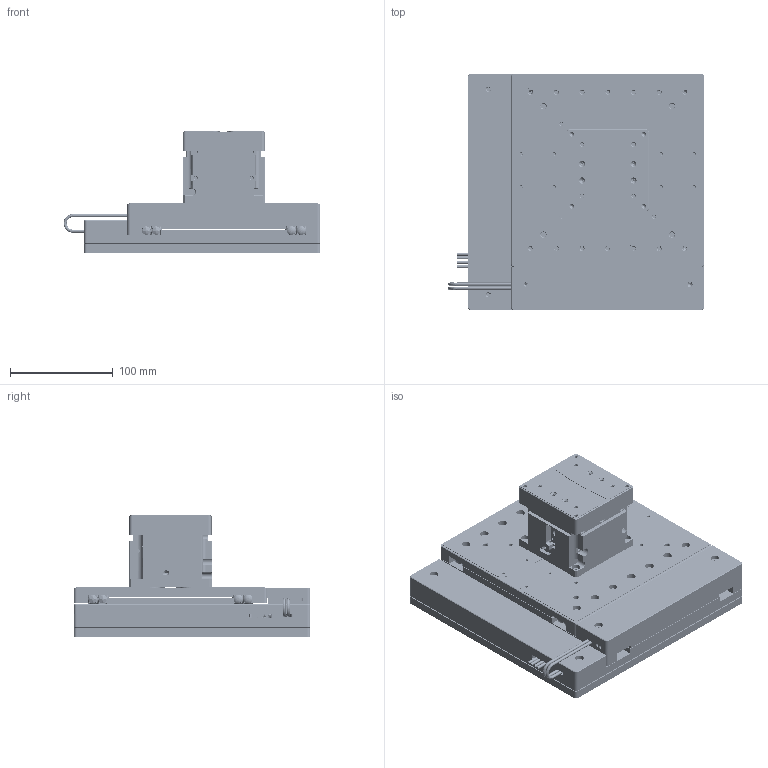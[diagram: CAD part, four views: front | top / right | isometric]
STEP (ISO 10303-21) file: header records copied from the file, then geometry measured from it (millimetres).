
FILE_DESCRIPTION (( 'STEP AP203' ), '1' );
FILE_NAME ('527101.STEP', '2022-12-27T02:06:05', ( '' ), ( '' ), 'SwSTEP 2.0', 'SolidWorks 2020', '' );
FILE_SCHEMA (( 'CONFIG_CONTROL_DESIGN' ));
Products named in the file (1): 527101
Bounding box: 249.69 x 230 x 118 mm (x, y, z)
Surface area: 669598.6 mm2 (no closed solid volume)
Topology: 0 solids, 32 shells, 3851 faces, 10520 edges, 6886 vertices
Faces by surface type: plane 2288, cylinder 920, cone 613, bspline 22, torus 8
Full cylindrical faces by diameter (mm): 1.6 x13, 2.5 x61, 3 x118, 3.05 x2, 3.1 x2, 3.2 x18, 3.3 x93, 3.5 x1, 4.3 x66, 4.5 x18, 5 x14, 5.1 x4, 6 x64, 6.2 x4, 6.4 x4, 6.5 x4, 7 x8, 8 x10, 8.2 x2, 8.25 x69, 9 x3, 10 x2, 11 x2, 11.2 x4
Entity records: 116898 total; most frequent: CARTESIAN_POINT 24664, DIRECTION 18546, ORIENTED_EDGE 17768, EDGE_CURVE 8884, AXIS2_PLACEMENT_3D 6467, VERTEX_POINT 6437, EDGE_LOOP 6147, LINE 5612
